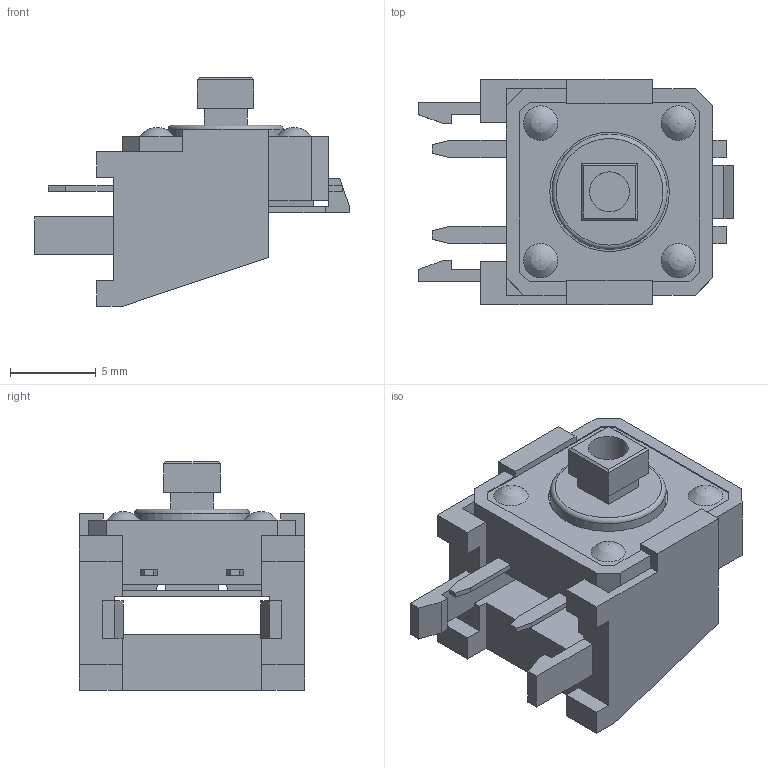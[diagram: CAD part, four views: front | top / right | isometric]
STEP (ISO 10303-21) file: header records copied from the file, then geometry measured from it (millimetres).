
FILE_DESCRIPTION((' '),'2;1');
FILE_NAME('TL1100CFxxxx.stp','2017-07-19T14:27:00',(' '),(' '),' ','ACIS',' ');
FILE_SCHEMA(('CONFIG_CONTROL_DESIGN'));
Length unit declared in the file: inch
Products named in the file (1): TL1100CFxxxx.stp
Bounding box: 18.3 x 13.1 x 13.3 mm (x, y, z)
Volume: 921.7 mm3; surface area: 1677.3 mm2
Topology: 1 solids, 1 shells, 282 faces, 786 edges, 506 vertices
Faces by surface type: plane 237, cylinder 34, bspline 6, torus 4, cone 1
Full cylindrical faces by diameter (mm): 0.8 x4, 1 x4, 1.75 x1, 2.32 x1, 3 x1, 4.84 x1, 6.7 x1, 6.95 x1
Entity records: 8952 total; most frequent: CARTESIAN_POINT 1732, ORIENTED_EDGE 1502, DIRECTION 1369, EDGE_CURVE 751, VECTOR 655, LINE 655, VERTEX_POINT 494, AXIS2_PLACEMENT_3D 357
